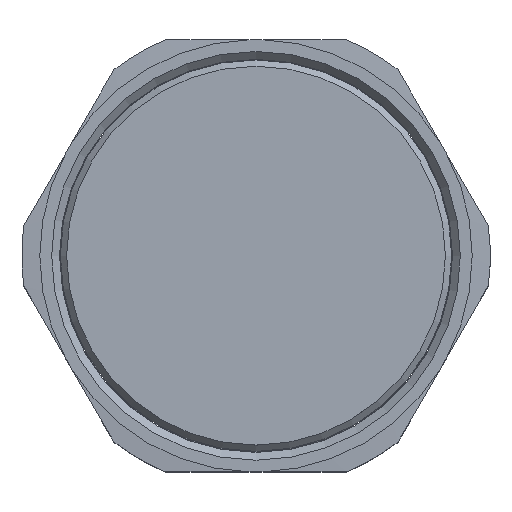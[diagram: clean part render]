
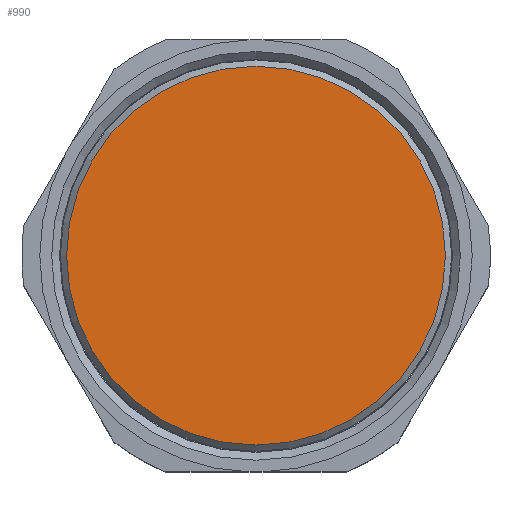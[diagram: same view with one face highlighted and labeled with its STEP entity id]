
A CAD part, top view. The second image highlights one B-rep face of the part: STEP entity #990.
In plain terms, the highlighted planar face has unit normal (0, 0, 1).
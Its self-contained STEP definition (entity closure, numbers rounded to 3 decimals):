
#967=CARTESIAN_POINT('',(24.1,0.,1.0));
#968=VERTEX_POINT('',#967);
#969=CARTESIAN_POINT('',(0.0,0.0,1.0));
#970=DIRECTION('',(0.0,0.0,-1.0));
#971=DIRECTION('',(-1.0,0.0,0.0));
#972=AXIS2_PLACEMENT_3D('',#969,#970,#971);
#973=CIRCLE('',#972,24.1);
#974=EDGE_CURVE('',#968,#968,#973,.T.);
#982=CARTESIAN_POINT('',(0.0,0.0,1.0));
#983=DIRECTION('',(0.0,0.0,-1.0));
#984=DIRECTION('',(-1.0,0.0,0.0));
#985=AXIS2_PLACEMENT_3D('',#982,#983,#984);
#986=PLANE('',#985);
#987=ORIENTED_EDGE('',*,*,#974,.F.);
#988=EDGE_LOOP('',(#987));
#989=FACE_OUTER_BOUND('',#988,.T.);
#990=ADVANCED_FACE('',(#989),#986,.F.);
